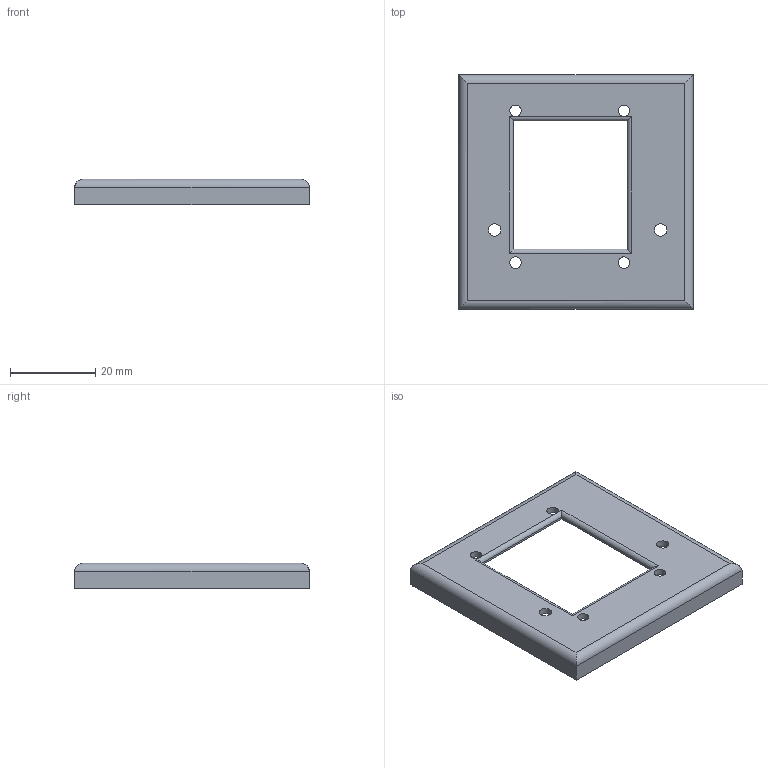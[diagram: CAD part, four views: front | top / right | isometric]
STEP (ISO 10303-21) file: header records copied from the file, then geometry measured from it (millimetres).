
FILE_DESCRIPTION(/* description */ (''),/* implementation_level */ '2;1');
FILE_NAME(/* name */ 'OLED Holder.step',/* time_stamp */ '2024-04-17T21:38:28-04:00',/* author */ (''),/* organization */ (''),/* preprocessor_version */ 'ST-DEVELOPER v20',/* originating_system */ 'Autodesk Translation Framework v12.20.1.177',/* authorisation */ '');
FILE_SCHEMA (('AUTOMOTIVE_DESIGN { 1 0 10303 214 3 1 1 }'));
Length unit declared in the file: millimetre
Products named in the file (1): OLED Holder
Bounding box: 55 x 55 x 6 mm (x, y, z)
Volume: 4518.6 mm3; surface area: 6644.4 mm2
Topology: 1 solids, 1 shells, 29 faces, 70 edges, 44 vertices
Faces by surface type: plane 15, cylinder 14
Full cylindrical faces by diameter (mm): 2.7 x4, 2.9 x2
Entity records: 901 total; most frequent: DIRECTION 150, CARTESIAN_POINT 144, ORIENTED_EDGE 140, EDGE_CURVE 70, LINE 50, VECTOR 50, AXIS2_PLACEMENT_3D 50, EDGE_LOOP 44
